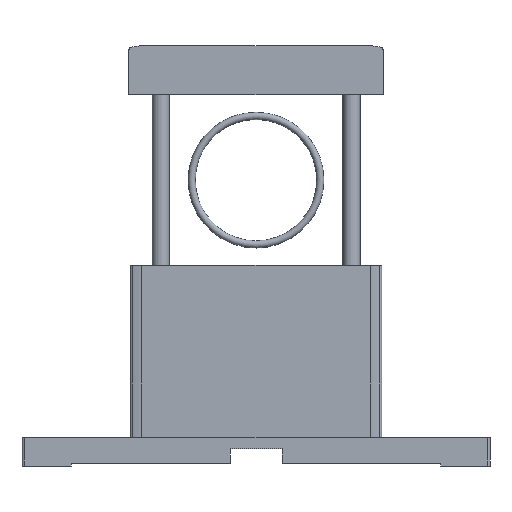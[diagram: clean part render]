
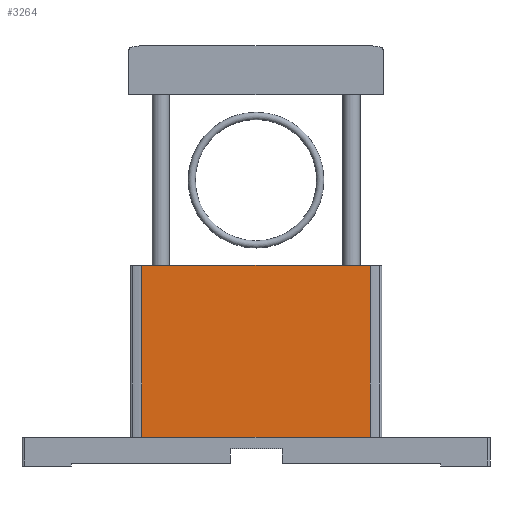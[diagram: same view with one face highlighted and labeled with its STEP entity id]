
A CAD part, left-side view. The second image highlights one B-rep face of the part: STEP entity #3264.
In plain terms, the highlighted planar face has unit normal (-1, 0, 0).
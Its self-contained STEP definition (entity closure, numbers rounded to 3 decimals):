
#181=LINE('',#5092,#497);
#248=LINE('',#5249,#564);
#250=LINE('',#5255,#566);
#251=LINE('',#5257,#567);
#497=VECTOR('',#4032,1000.);
#564=VECTOR('',#4175,1000.);
#566=VECTOR('',#4181,1000.);
#567=VECTOR('',#4182,1000.);
#754=PLANE('',#3571);
#1151=ORIENTED_EDGE('',*,*,#1918,.T.);
#1152=ORIENTED_EDGE('',*,*,#2000,.F.);
#1153=ORIENTED_EDGE('',*,*,#2001,.F.);
#1154=ORIENTED_EDGE('',*,*,#1997,.T.);
#1918=EDGE_CURVE('',#2362,#2372,#181,.T.);
#1997=EDGE_CURVE('',#2425,#2362,#248,.T.);
#2000=EDGE_CURVE('',#2427,#2372,#250,.T.);
#2001=EDGE_CURVE('',#2425,#2427,#251,.T.);
#2362=VERTEX_POINT('',#5071);
#2372=VERTEX_POINT('',#5091);
#2425=VERTEX_POINT('',#5250);
#2427=VERTEX_POINT('',#5256);
#2748=EDGE_LOOP('',(#1151,#1152,#1153,#1154));
#2982=FACE_BOUND('',#2748,.T.);
#3264=ADVANCED_FACE('',(#2982),#754,.F.);
#3571=AXIS2_PLACEMENT_3D('',#5254,#4179,#4180);
#4032=DIRECTION('',(0.,-1.,0.));
#4175=DIRECTION('',(0.,0.,-1.));
#4179=DIRECTION('',(1.,0.,0.));
#4180=DIRECTION('',(0.,0.,-1.));
#4181=DIRECTION('',(0.,0.,-1.));
#4182=DIRECTION('',(0.,-1.,0.));
#5071=CARTESIAN_POINT('',(-6.5,39.5,10.));
#5091=CARTESIAN_POINT('',(-6.5,-39.5,10.));
#5092=CARTESIAN_POINT('',(-6.5,39.5,10.));
#5249=CARTESIAN_POINT('',(-6.5,39.5,69.5));
#5250=CARTESIAN_POINT('',(-6.5,39.5,69.5));
#5254=CARTESIAN_POINT('',(-6.5,39.5,69.5));
#5255=CARTESIAN_POINT('',(-6.5,-39.5,69.5));
#5256=CARTESIAN_POINT('',(-6.5,-39.5,69.5));
#5257=CARTESIAN_POINT('',(-6.5,39.5,69.5));
